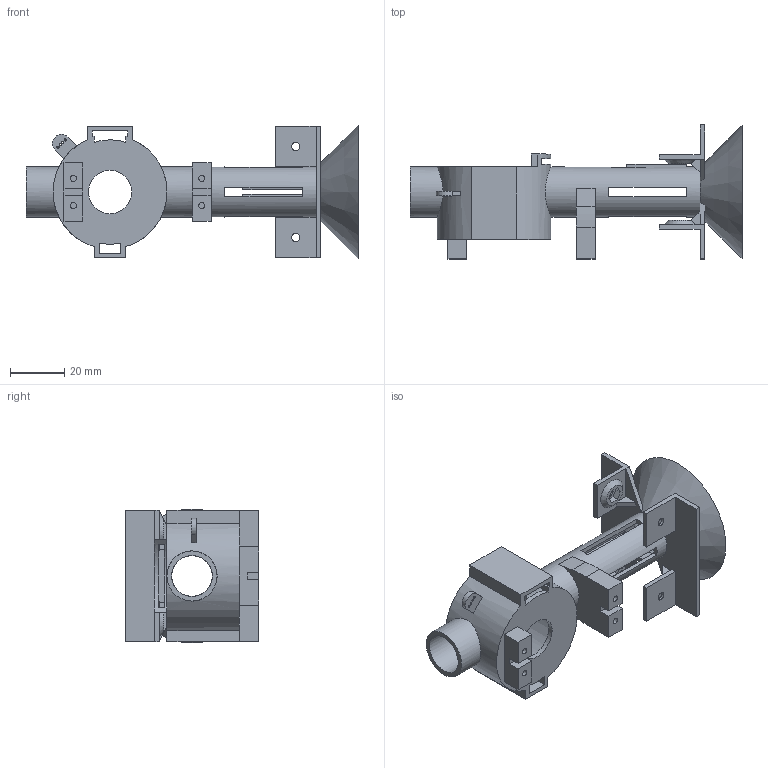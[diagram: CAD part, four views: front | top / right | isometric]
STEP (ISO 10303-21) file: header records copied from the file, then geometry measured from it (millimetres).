
FILE_DESCRIPTION((''),'2;1');
FILE_NAME('feed_mount_rev4.stp','2013-12-19T17:27:11',('Administrator'),(''),'Autodesk Inventor 2011','Autodesk Inventor 2011','');
FILE_SCHEMA(('AUTOMOTIVE_DESIGN { 1 0 10303 214 1 1 1 1 }'));
Length unit declared in the file: millimetre
Products named in the file (1): feed_mount_rev4
Bounding box: 122.45 x 49.4 x 49.4 mm (x, y, z)
Volume: 24360.4 mm3; surface area: 28993.2 mm2
Topology: 1 solids, 1 shells, 196 faces, 530 edges, 349 vertices
Faces by surface type: plane 158, cylinder 30, cone 6, bspline 2
Full cylindrical faces by diameter (mm): 0.8 x4, 2.2 x4, 3 x4, 15 x2, 16 x1, 18.5 x2
Entity records: 6270 total; most frequent: CARTESIAN_POINT 1284, ORIENTED_EDGE 998, DIRECTION 994, EDGE_CURVE 499, VECTOR 386, LINE 386, VERTEX_POINT 342, AXIS2_PLACEMENT_3D 304
